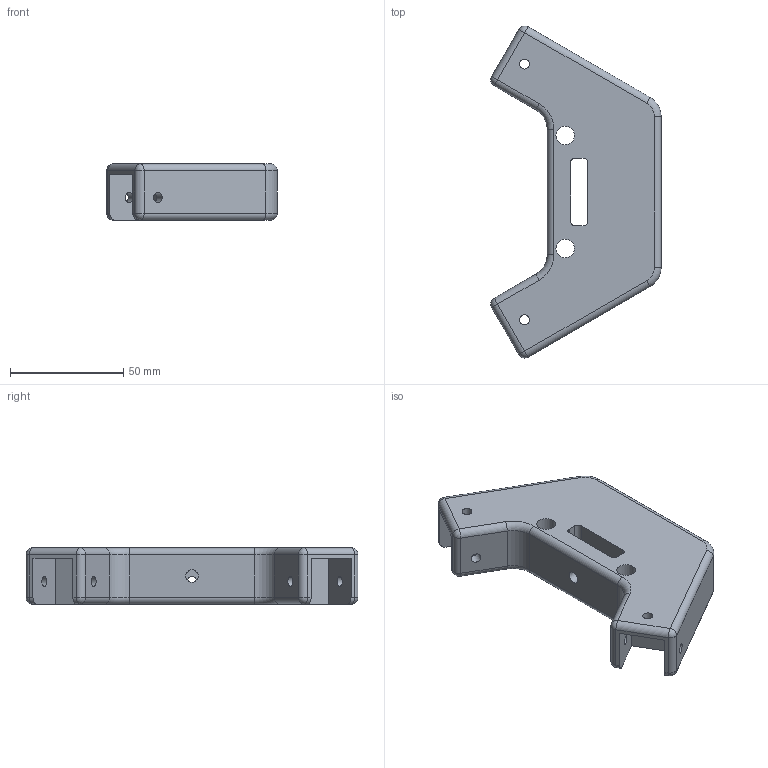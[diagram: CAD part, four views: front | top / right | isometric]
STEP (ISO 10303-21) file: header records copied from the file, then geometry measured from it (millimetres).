
FILE_DESCRIPTION(('FreeCAD Model'),'2;1');
FILE_NAME( 'Top_Bracket.step', '2017-02-11T13:21:46',('Ax Smith-Laffin'),('AxMod Box Mods Limited'), 'Open CASCADE STEP processor 6.8','FreeCAD','Unknown');
FILE_SCHEMA(('AUTOMOTIVE_DESIGN_CC2 { 1 2 10303 214 -1 1 5 4 }'));
Length unit declared in the file: millimetre
Products named in the file (2): ASSEMBLY; Top_Bracket_Final
Assembly tree (1 placements, depth 2):
  ASSEMBLY
    Top_Bracket_Final
Bounding box: 75.28 x 146.68 x 25 mm (x, y, z)
Volume: 114677.7 mm3; surface area: 30226 mm2
Topology: 1 solids, 1 shells, 86 faces, 217 edges, 126 vertices
Faces by surface type: cylinder 43, plane 27, torus 8, sphere 8
Full cylindrical faces by diameter (mm): 4.4 x9, 5.4 x2, 8.2 x2
Entity records: 5313 total; most frequent: CARTESIAN_POINT 1045, DIRECTION 803, ORIENTED_EDGE 418, PCURVE 418, DEFINITIONAL_REPRESENTATION 418, LINE 415, VECTOR 415, EDGE_CURVE 209
